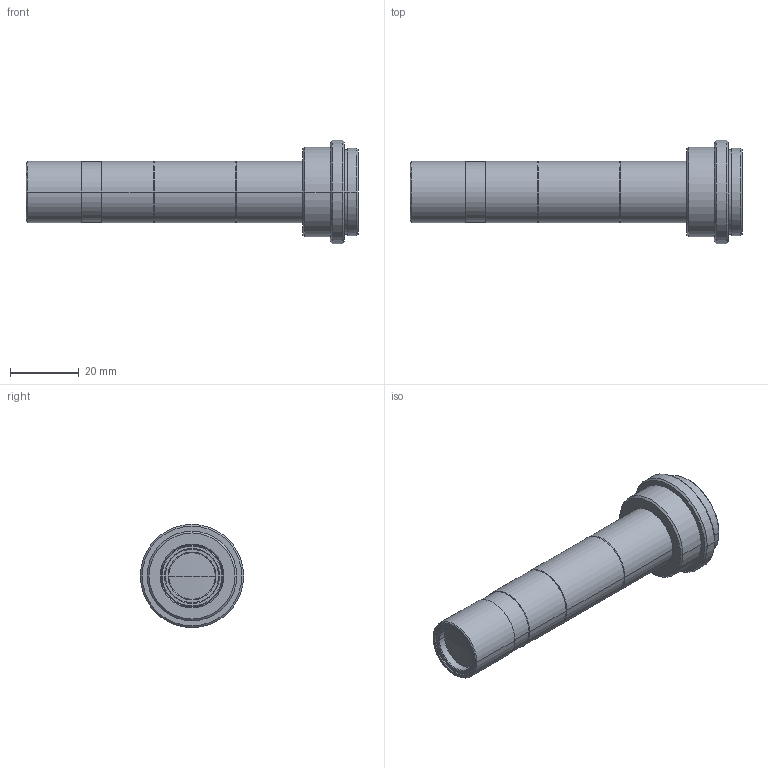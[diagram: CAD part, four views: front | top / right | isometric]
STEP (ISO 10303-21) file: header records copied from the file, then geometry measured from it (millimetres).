
FILE_DESCRIPTION (( 'STEP AP214' ), '1' );
FILE_NAME ('HR-4M-110 3D-Data.STEP', '2017-02-01T13:30:27', ( '' ), ( '' ), 'SwSTEP 2.0', 'SolidWorks 2016', '' );
FILE_SCHEMA (( 'AUTOMOTIVE_DESIGN' ));
Length unit declared in the file: millimetre
Products named in the file (1): HR-4M-110 3D-Data
Bounding box: 96.51 x 30 x 30 mm (x, y, z)
Volume: 27393.8 mm3; surface area: 7938.7 mm2
Topology: 1 solids, 1 shells, 69 faces, 136 edges, 81 vertices
Faces by surface type: cone 28, cylinder 26, plane 13, sphere 2
Entity records: 2573 total; most frequent: DIRECTION 358, CARTESIAN_POINT 287, ORIENTED_EDGE 272, AXIS2_PLACEMENT_3D 152, EDGE_CURVE 136, CIRCLE 82, VERTEX_POINT 81, EDGE_LOOP 81
